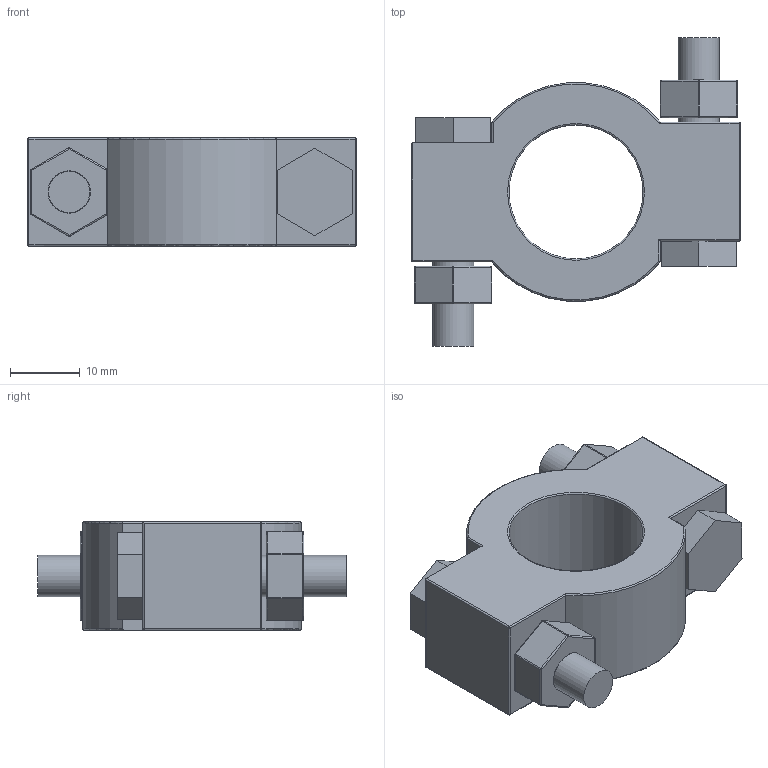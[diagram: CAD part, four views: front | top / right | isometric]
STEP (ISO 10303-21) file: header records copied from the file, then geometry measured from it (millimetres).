
FILE_DESCRIPTION((''),'2;1');
FILE_NAME('.50-.75 13MHP CLAMP.stp','2012-12-19T15:43:01',('wbrooks'),(''),'Autodesk Inventor 2012','Autodesk Inventor 2012','');
FILE_SCHEMA(('AUTOMOTIVE_DESIGN { 1 0 10303 214 1 1 1 1 }'));
Length unit declared in the file: centimetre
Products named in the file (4): 13MHP CLAMP; 07 13MHP CLAMP BOLT ; 07 13MHP CLAMP NUT; 07 13MMHP CLAMP
Assembly tree (5 placements, depth 2):
  13MHP CLAMP
    07 13MHP CLAMP BOLT   x2
    07 13MHP CLAMP NUT  x2
    07 13MMHP CLAMP
Bounding box: 47.25 x 44.32 x 15.57 mm (x, y, z)
Volume: 14214.1 mm3; surface area: 7913.8 mm2
Topology: 5 solids, 5 shells, 144 faces, 303 edges, 169 vertices
Faces by surface type: cylinder 61, plane 44, sphere 27, torus 12
Full cylindrical faces by diameter (mm): 5.677 x2, 5.931 x2, 6.553 x2, 19.253 x1
Entity records: 2672 total; most frequent: CARTESIAN_POINT 505, DIRECTION 475, ORIENTED_EDGE 378, AXIS2_PLACEMENT_3D 189, EDGE_CURVE 189, EDGE_LOOP 116, VERTEX_POINT 111, VECTOR 97
